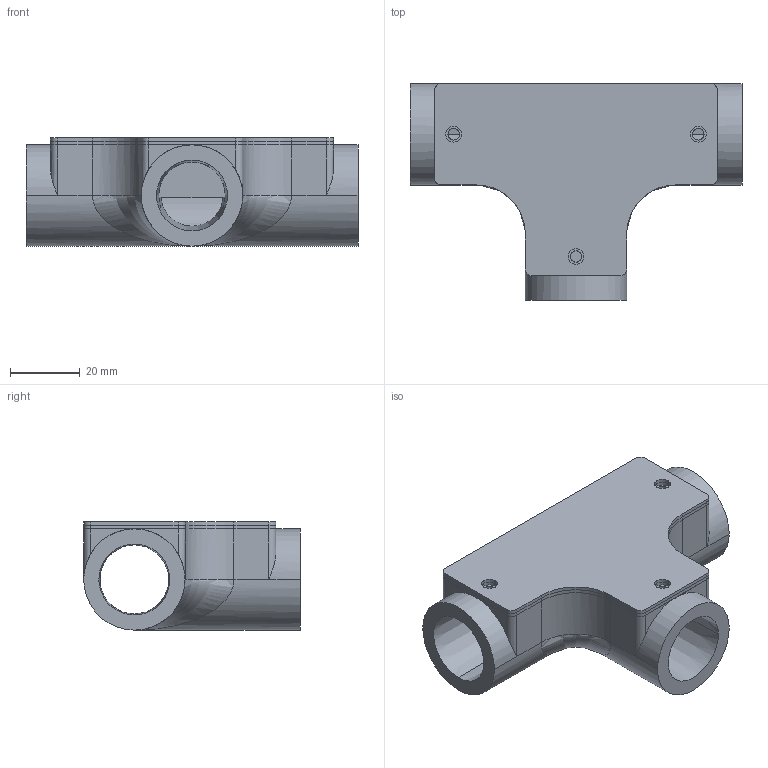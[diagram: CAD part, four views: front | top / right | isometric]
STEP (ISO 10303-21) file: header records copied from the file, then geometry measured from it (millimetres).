
FILE_DESCRIPTION(('CoCreate Modeling STEP Export'),'2;1');
FILE_NAME('2047591_KSTP1.stp','2018-07-26T11:19:14',(''),(''),'CoCreate Modeling STEP processor for AP214 (Solid Model)','CoCreate Modeling 16.00D 29-May-2009 (C) Parametric Technology GmbH','');
FILE_SCHEMA(('AUTOMOTIVE_DESIGN { 1 0 10303 214 1 1 1 1 }'));
Length unit declared in the file: millimetre
Products named in the file (4): Deckel.1; Dichtung.1; P_0000005421_1_Abzweigung.1
Assembly tree (1 placements, depth 2):
  Deckel.1
    Deckel.1
  Dichtung.1
  P_0000005421_1_Abzweigung.1
Bounding box: 95 x 62 x 31 mm (x, y, z)
Volume: 47978.2 mm3; surface area: 33082.8 mm2
Topology: 3 solids, 3 shells, 107 faces, 294 edges, 189 vertices
Faces by surface type: cylinder 53, plane 46, cone 6, bspline 2
Entity records: 8045 total; most frequent: CARTESIAN_POINT 5346, ORIENTED_EDGE 584, DIRECTION 470, EDGE_CURVE 292, VERTEX_POINT 189, AXIS2_PLACEMENT_3D 162, VECTOR 146, LINE 146
